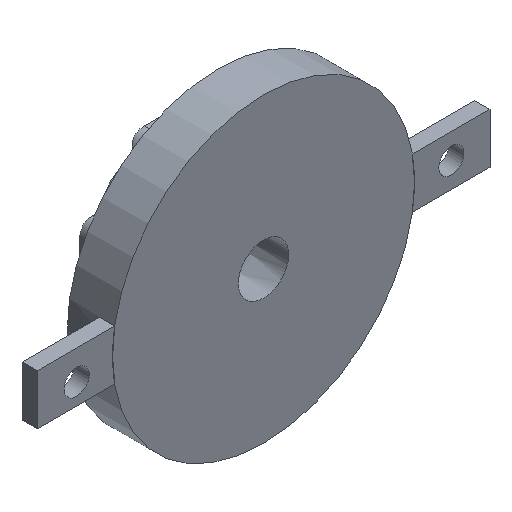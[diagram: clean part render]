
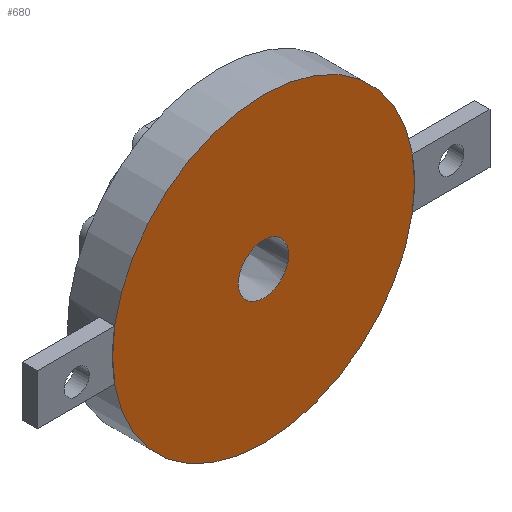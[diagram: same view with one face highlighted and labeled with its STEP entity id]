
A CAD part, isometric view. The second image highlights one B-rep face of the part: STEP entity #680.
In plain terms, the highlighted planar face has unit normal (0, -1, 0).
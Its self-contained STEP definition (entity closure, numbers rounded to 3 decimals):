
#22=FACE_BOUND('',#118,.T.);
#38=PLANE('',#755);
#73=FACE_OUTER_BOUND('',#117,.T.);
#117=EDGE_LOOP('',(#581));
#118=EDGE_LOOP('',(#582));
#144=CIRCLE('',#736,30.);
#281=B_SPLINE_CURVE_WITH_KNOTS('',3,(#1431,#1432,#1433,#1434,#1435,#1436,
#1437,#1438,#1439,#1440,#1441,#1442,#1443,#1444,#1445,#1446,#1447),
 .UNSPECIFIED.,.T.,.F.,(4,1,1,1,1,1,1,1,1,1,1,1,1,1,4),(0.,0.071,
0.143,0.214,0.286,0.357,
0.429,0.5,0.571,0.619,0.714,
0.786,0.857,0.929,1.),.UNSPECIFIED.);
#321=VERTEX_POINT('',#1204);
#342=VERTEX_POINT('',#1429);
#399=EDGE_CURVE('',#321,#321,#144,.T.);
#433=EDGE_CURVE('',#342,#342,#281,.T.);
#581=ORIENTED_EDGE('',*,*,#399,.F.);
#582=ORIENTED_EDGE('',*,*,#433,.T.);
#680=ADVANCED_FACE('',(#73,#22),#38,.F.);
#736=AXIS2_PLACEMENT_3D('',#1206,#868,#869);
#755=AXIS2_PLACEMENT_3D('',#1448,#930,#931);
#868=DIRECTION('center_axis',(0.,1.,0.));
#869=DIRECTION('ref_axis',(1.,0.,0.));
#930=DIRECTION('center_axis',(0.,1.,0.));
#931=DIRECTION('ref_axis',(1.,0.,0.));
#1204=CARTESIAN_POINT('',(-30.,10.,0.));
#1206=CARTESIAN_POINT('Origin',(0.,10.,0.));
#1429=CARTESIAN_POINT('',(-4.901,10.,-0.992));
#1431=CARTESIAN_POINT('Ctrl Pts',(-4.901,10.,-0.992));
#1432=CARTESIAN_POINT('Ctrl Pts',(-5.049,10.,-0.259));
#1433=CARTESIAN_POINT('Ctrl Pts',(-5.011,10.,1.274));
#1434=CARTESIAN_POINT('Ctrl Pts',(-3.962,10.,3.323));
#1435=CARTESIAN_POINT('Ctrl Pts',(-2.128,10.,4.712));
#1436=CARTESIAN_POINT('Ctrl Pts',(0.127,10.,5.17));
#1437=CARTESIAN_POINT('Ctrl Pts',(2.357,10.,4.601));
#1438=CARTESIAN_POINT('Ctrl Pts',(4.121,10.,3.124));
#1439=CARTESIAN_POINT('Ctrl Pts',(5.069,10.,1.026));
#1440=CARTESIAN_POINT('Ctrl Pts',(5.017,10.,-1.018));
#1441=CARTESIAN_POINT('Ctrl Pts',(4.137,10.,-3.112));
#1442=CARTESIAN_POINT('Ctrl Pts',(2.382,10.,-4.665));
#1443=CARTESIAN_POINT('Ctrl Pts',(-0.128,10.,-5.168));
#1444=CARTESIAN_POINT('Ctrl Pts',(-2.357,10.,-4.603));
#1445=CARTESIAN_POINT('Ctrl Pts',(-4.121,10.,-3.123));
#1446=CARTESIAN_POINT('Ctrl Pts',(-4.752,10.,-1.725));
#1447=CARTESIAN_POINT('Ctrl Pts',(-4.901,10.,-0.992));
#1448=CARTESIAN_POINT('Origin',(0.,10.,0.));
